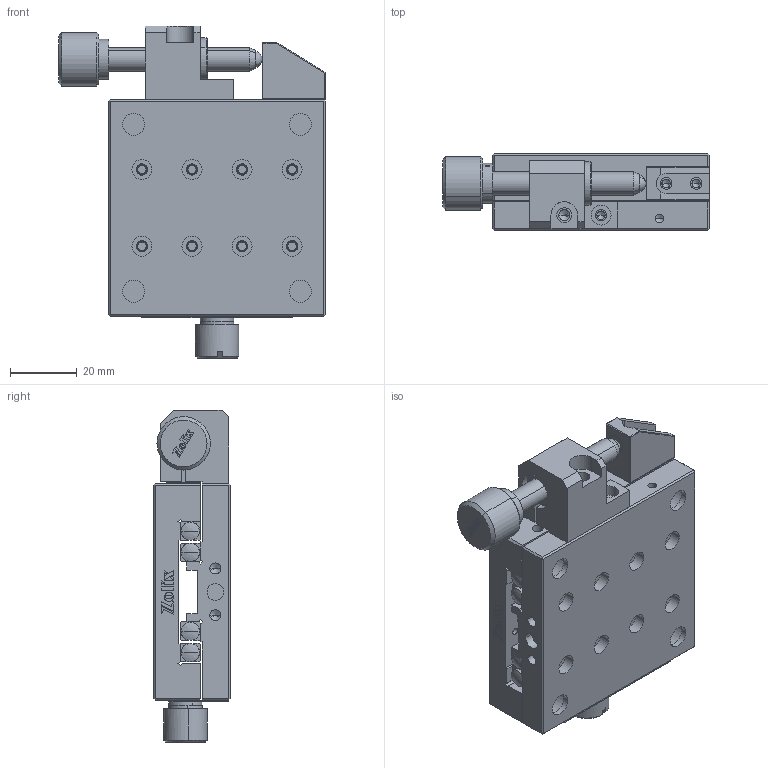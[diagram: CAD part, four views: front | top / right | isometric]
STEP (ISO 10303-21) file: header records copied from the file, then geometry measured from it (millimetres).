
FILE_DESCRIPTION (( 'STEP AP203' ), '1' );
FILE_NAME ('SK25-65SR.step', '2019-05-08T07:38:36', ( '' ), ( '' ), 'SwSTEP 2.0', 'SolidWorks 2017', '' );
FILE_SCHEMA (( 'CONFIG_CONTROL_DESIGN' ));
Length unit declared in the file: millimetre
Products named in the file (1): SK25-65SR
Bounding box: 80 x 23 x 99.5 mm (x, y, z)
Volume: 92954.1 mm3; surface area: 48063.2 mm2
Topology: 15 solids, 15 shells, 1100 faces, 2832 edges, 1755 vertices
Faces by surface type: plane 550, cylinder 311, cone 209, bspline 16, sphere 8, torus 6
Entity records: 33346 total; most frequent: CARTESIAN_POINT 6250, DIRECTION 5703, ORIENTED_EDGE 5504, EDGE_CURVE 2752, AXIS2_PLACEMENT_3D 1938, LINE 1827, VECTOR 1827, VERTEX_POINT 1755
